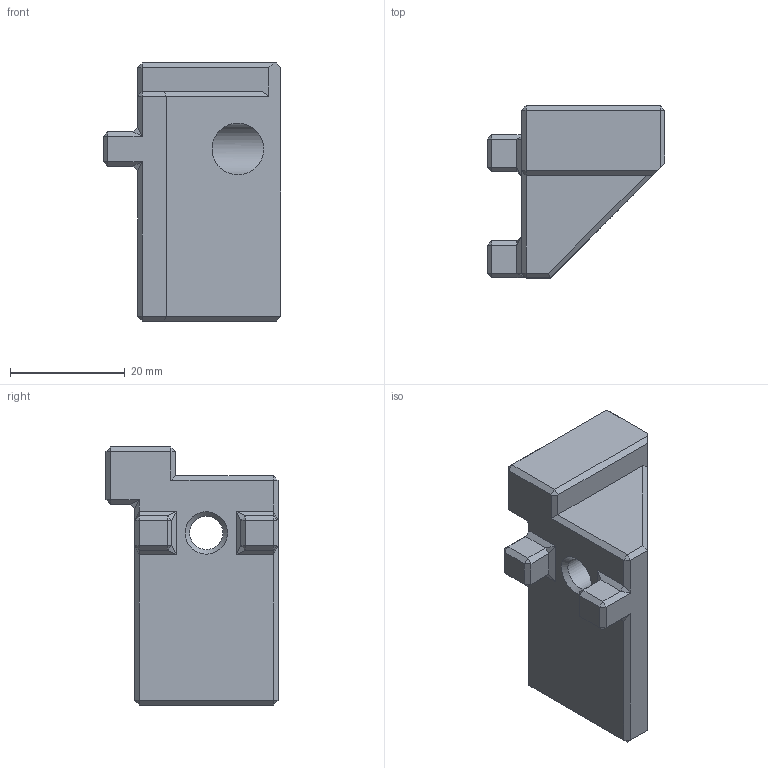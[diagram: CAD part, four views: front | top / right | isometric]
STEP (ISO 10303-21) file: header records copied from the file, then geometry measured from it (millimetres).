
FILE_DESCRIPTION(/* description */ (''),/* implementation_level */ '2;1');
FILE_NAME(/* name */ '2020 shelf bracket v9.step',/* time_stamp */ '2025-08-21T15:44:35-07:00',/* author */ (''),/* organization */ (''),/* preprocessor_version */ 'ST-DEVELOPER v20.1',/* originating_system */ 'Autodesk Translation Framework v14.10.0.0',/* authorisation */ '');
FILE_SCHEMA (('AUTOMOTIVE_DESIGN { 1 0 10303 214 3 1 1 }'));
Length unit declared in the file: millimetre
Products named in the file (2): 2020 shelf bracket; Bracket
Assembly tree (1 placements, depth 2):
  2020 shelf bracket
    Bracket
Bounding box: 31 x 30 x 45 mm (x, y, z)
Volume: 18662.1 mm3; surface area: 5419.7 mm2
Topology: 1 solids, 1 shells, 93 faces, 192 edges, 102 vertices
Faces by surface type: plane 89, cone 2, cylinder 2
Full cylindrical faces by diameter (mm): 5.8 x1, 9 x1
Entity records: 2373 total; most frequent: DIRECTION 391, CARTESIAN_POINT 390, ORIENTED_EDGE 384, EDGE_CURVE 192, LINE 185, VECTOR 185, AXIS2_PLACEMENT_3D 103, VERTEX_POINT 102
